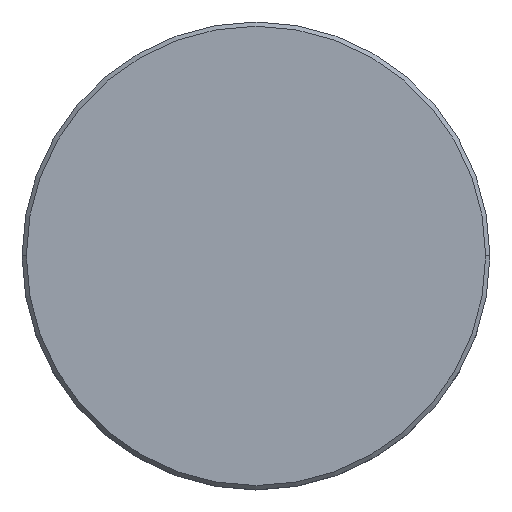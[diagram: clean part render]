
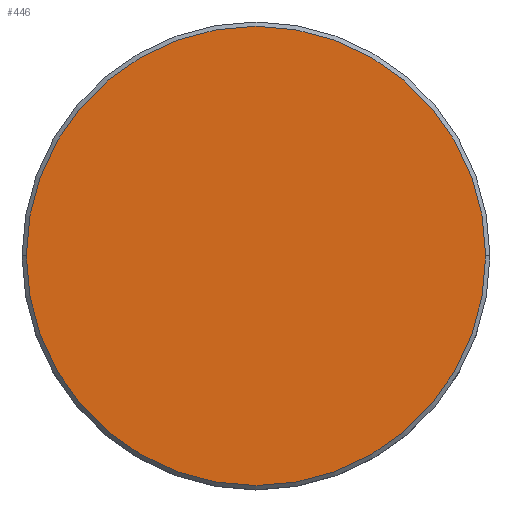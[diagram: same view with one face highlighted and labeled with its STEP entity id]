
A CAD part, top view. The second image highlights one B-rep face of the part: STEP entity #446.
In plain terms, the highlighted planar face has unit normal (0, 0, 1).
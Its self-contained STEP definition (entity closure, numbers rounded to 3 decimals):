
#40 = PLANE ( 'NONE',  #199 ) ;
#56 = CARTESIAN_POINT ( 'NONE',  ( 0., 0., 0. ) ) ;
#125 = VERTEX_POINT ( 'NONE', #188 ) ;
#128 = FACE_OUTER_BOUND ( 'NONE', #527, .T. ) ;
#132 = EDGE_CURVE ( 'NONE', #362, #125, #580, .T. ) ;
#151 = DIRECTION ( 'NONE',  ( 1., 0., 0. ) ) ;
#166 = EDGE_CURVE ( 'NONE', #125, #362, #171, .T. ) ;
#171 = CIRCLE ( 'NONE', #382, 27. ) ;
#188 = CARTESIAN_POINT ( 'NONE',  ( -27., 0., 0. ) ) ;
#199 = AXIS2_PLACEMENT_3D ( 'NONE', #531, #221, #227 ) ;
#208 = ORIENTED_EDGE ( 'NONE', *, *, #132, .T. ) ;
#221 = DIRECTION ( 'NONE',  ( 0., 0., 1. ) ) ;
#227 = DIRECTION ( 'NONE',  ( 1., 0., 0. ) ) ;
#362 = VERTEX_POINT ( 'NONE', #524 ) ;
#372 = ORIENTED_EDGE ( 'NONE', *, *, #166, .T. ) ;
#379 = CARTESIAN_POINT ( 'NONE',  ( 0., 0., 0. ) ) ;
#382 = AXIS2_PLACEMENT_3D ( 'NONE', #379, #463, #510 ) ;
#426 = AXIS2_PLACEMENT_3D ( 'NONE', #56, #555, #151 ) ;
#446 = ADVANCED_FACE ( 'NONE', ( #128 ), #40, .T. ) ;
#463 = DIRECTION ( 'NONE',  ( 0., 0., 1. ) ) ;
#510 = DIRECTION ( 'NONE',  ( 1., 0., 0. ) ) ;
#524 = CARTESIAN_POINT ( 'NONE',  ( 27., 0., 0. ) ) ;
#527 = EDGE_LOOP ( 'NONE', ( #372, #208 ) ) ;
#531 = CARTESIAN_POINT ( 'NONE',  ( 0., 0., 0. ) ) ;
#555 = DIRECTION ( 'NONE',  ( 0., 0., 1. ) ) ;
#580 = CIRCLE ( 'NONE', #426, 27. ) ;
